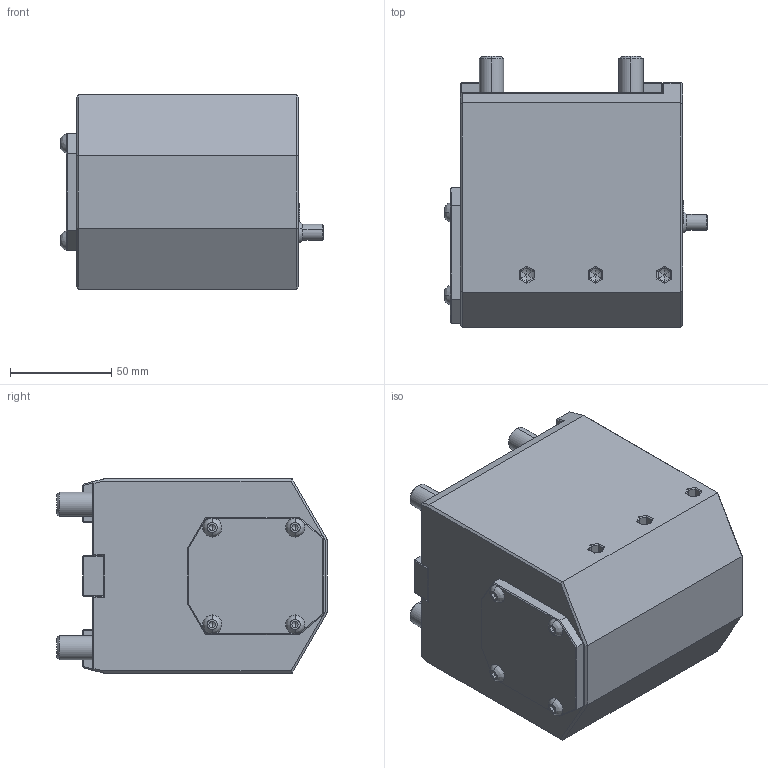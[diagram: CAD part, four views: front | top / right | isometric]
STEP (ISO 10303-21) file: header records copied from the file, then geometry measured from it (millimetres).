
FILE_DESCRIPTION((''),'2;1');
FILE_NAME('NGT_ID_65_40_90_NT','2023-05-24T',('vali'),('NOVA GRUP'),'PRO/ENGINEER BY PARAMETRIC TECHNOLOGY CORPORATION, 2010280','PRO/ENGINEER BY PARAMETRIC TECHNOLOGY CORPORATION, 2010280','');
FILE_SCHEMA(('CONFIG_CONTROL_DESIGN'));
Length unit declared in the file: millimetre
Products named in the file (1): NGT_ID_65_40_90_NT
Bounding box: 130.09 x 134 x 96 mm (x, y, z)
Volume: 1041540.2 mm3; surface area: 89662.9 mm2
Topology: 1 solids, 1 shells, 394 faces, 971 edges, 544 vertices
Faces by surface type: plane 213, cylinder 83, bspline 50, cone 44, torus 2, sphere 2
Entity records: 13423 total; most frequent: CARTESIAN_POINT 4806, ORIENTED_EDGE 1838, DIRECTION 1610, EDGE_CURVE 919, VECTOR 636, LINE 636, VERTEX_POINT 544, AXIS2_PLACEMENT_3D 487
